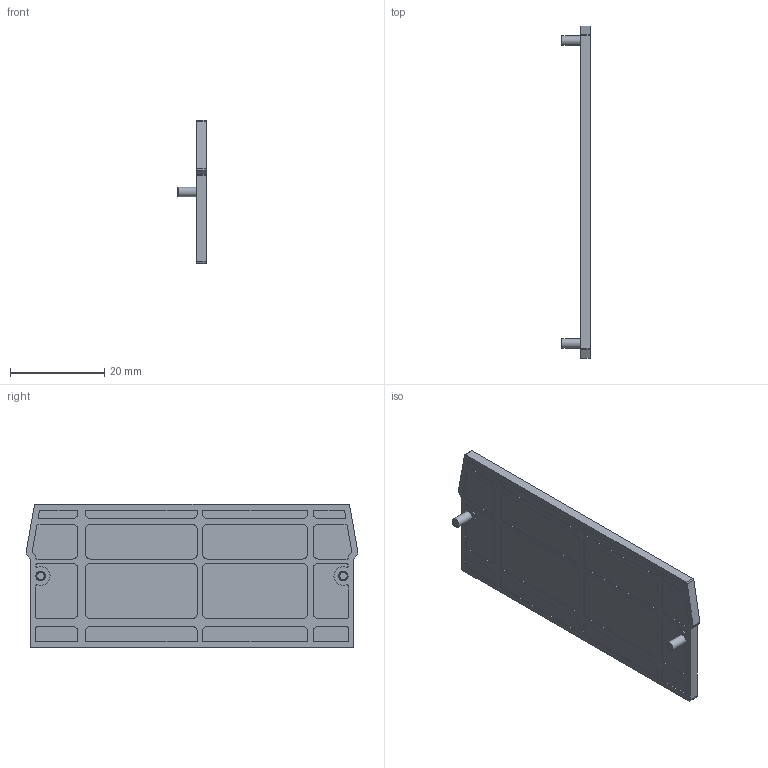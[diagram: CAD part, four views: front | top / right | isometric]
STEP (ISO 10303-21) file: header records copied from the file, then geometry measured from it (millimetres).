
FILE_DESCRIPTION(/* description */ (''),/* implementation_level */ '2;1');
FILE_NAME(/* name */ 'EPCX4_3.stp',/* time_stamp */ '2016-06-23T11:26:40-04:00',/* author */ ('CAD Station'),/* organization */ (''),/* preprocessor_version */ 'ST-DEVELOPER v16.1',/* originating_system */ 'Autodesk Inventor 2016',/* authorisation */ '');
FILE_SCHEMA (('AUTOMOTIVE_DESIGN { 1 0 10303 214 3 1 1 }'));
Length unit declared in the file: millimetre
Products named in the file (1): EPCX4_3
Bounding box: 6 x 70.5 x 30.5 mm (x, y, z)
Volume: 3748.7 mm3; surface area: 4837.6 mm2
Topology: 1 solids, 1 shells, 305 faces, 819 edges, 546 vertices
Faces by surface type: plane 176, cylinder 86, bspline 43
Full cylindrical faces by diameter (mm): 1.6 x2, 2 x2
Entity records: 9767 total; most frequent: CARTESIAN_POINT 2226, ORIENTED_EDGE 1630, DIRECTION 1427, EDGE_CURVE 815, LINE 557, VECTOR 557, VERTEX_POINT 546, AXIS2_PLACEMENT_3D 435
